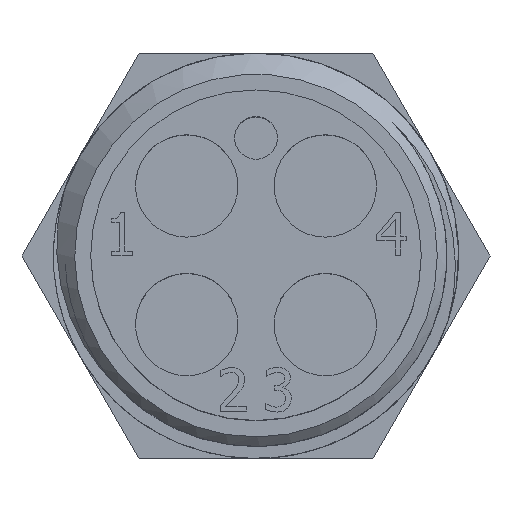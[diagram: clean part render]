
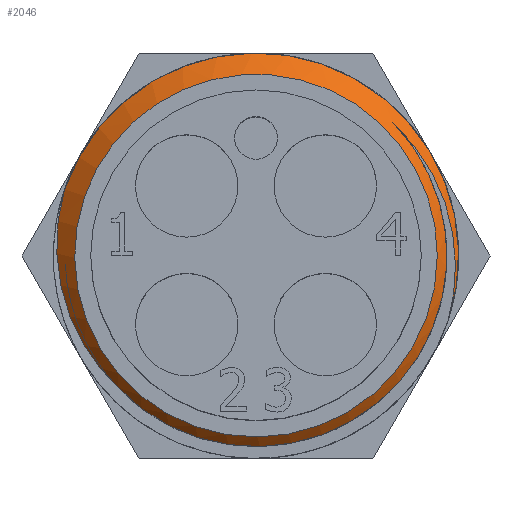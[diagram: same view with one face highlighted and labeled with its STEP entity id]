
A CAD part, top view. The second image highlights one B-rep face of the part: STEP entity #2046.
In plain terms, the highlighted conical face has half-angle 45 degrees and reference radius 9 mm.
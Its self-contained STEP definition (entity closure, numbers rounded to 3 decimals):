
#420=FACE_BOUND($,#719,.T.);
#450=CONICAL_SURFACE($,#2149,9.,45.);
#463=CIRCLE($,#2146,8.95);
#465=CIRCLE($,#2150,9.5);
#466=CIRCLE($,#2151,8.5);
#587=FACE_OUTER_BOUND($,#718,.T.);
#718=EDGE_LOOP($,(#1782,#1783,#1784,#1785));
#719=EDGE_LOOP($,(#1786));
#855=B_SPLINE_CURVE_WITH_KNOTS($,3,(#5955,#5956,#5957,#5958,#5959,#5960,
#5961,#5962,#5963,#5964),.UNSPECIFIED.,.F.,.F.,(4,3,3,4),(0.878,
0.977,1.444,1.897),.UNSPECIFIED.);
#858=B_SPLINE_CURVE_WITH_KNOTS($,3,(#6192,#6193,#6194,#6195,#6196,#6197,
#6198,#6199,#6200,#6201),.UNSPECIFIED.,.F.,.F.,(4,3,3,4),(0.,0.453,
0.919,1.018),.UNSPECIFIED.);
#1012=VERTEX_POINT($,#5887);
#1014=VERTEX_POINT($,#5921);
#1017=VERTEX_POINT($,#6105);
#1018=VERTEX_POINT($,#6191);
#1020=VERTEX_POINT($,#6244);
#1281=EDGE_CURVE($,#1012,#1014,#855,.T.);
#1284=EDGE_CURVE($,#1018,#1017,#858,.T.);
#1288=EDGE_CURVE($,#1014,#1018,#463,.T.);
#1290=EDGE_CURVE($,#1017,#1012,#465,.T.);
#1291=EDGE_CURVE($,#1020,#1020,#466,.T.);
#1782=ORIENTED_EDGE($,*,*,#1284,.T.);
#1783=ORIENTED_EDGE($,*,*,#1290,.T.);
#1784=ORIENTED_EDGE($,*,*,#1281,.T.);
#1785=ORIENTED_EDGE($,*,*,#1288,.T.);
#1786=ORIENTED_EDGE($,*,*,#1291,.T.);
#2046=ADVANCED_FACE($,(#587,#420),#450,.T.);
#2146=AXIS2_PLACEMENT_3D($,#6239,#2475,#2476);
#2149=AXIS2_PLACEMENT_3D($,#6242,#2481,#2482);
#2150=AXIS2_PLACEMENT_3D($,#6243,#2483,#2484);
#2151=AXIS2_PLACEMENT_3D($,#6245,#2485,#2486);
#2475=DIRECTION('center_axis',(0.,0.,1.));
#2476=DIRECTION('ref_axis',(0.,1.,0.));
#2481=DIRECTION('center_axis',(0.,0.,-1.));
#2482=DIRECTION('ref_axis',(-1.,0.,0.));
#2483=DIRECTION('center_axis',(0.,0.,1.));
#2484=DIRECTION('ref_axis',(-1.,0.,0.));
#2485=DIRECTION('center_axis',(0.,0.,-1.));
#2486=DIRECTION('ref_axis',(-1.,0.,0.));
#5887=CARTESIAN_POINT('',(-8.975,3.115,8.5));
#5921=CARTESIAN_POINT('',(-6.469,-6.185,9.05));
#5955=CARTESIAN_POINT('Ctrl Pts',(-8.975,3.115,8.5));
#5956=CARTESIAN_POINT('Ctrl Pts',(-9.066,2.8,8.517));
#5957=CARTESIAN_POINT('Ctrl Pts',(-9.141,2.48,8.535));
#5958=CARTESIAN_POINT('Ctrl Pts',(-9.199,2.158,8.552));
#5959=CARTESIAN_POINT('Ctrl Pts',(-9.472,0.638,8.634));
#5960=CARTESIAN_POINT('Ctrl Pts',(-9.363,-0.954,8.717));
#5961=CARTESIAN_POINT('Ctrl Pts',(-8.875,-2.421,8.801));
#5962=CARTESIAN_POINT('Ctrl Pts',(-8.402,-3.847,8.883));
#5963=CARTESIAN_POINT('Ctrl Pts',(-7.569,-5.156,8.966));
#5964=CARTESIAN_POINT('Ctrl Pts',(-6.469,-6.185,9.05));
#6105=CARTESIAN_POINT('',(9.005,-3.026,8.5));
#6191=CARTESIAN_POINT('',(6.407,6.249,9.05));
#6192=CARTESIAN_POINT('Ctrl Pts',(6.407,6.249,9.05));
#6193=CARTESIAN_POINT('Ctrl Pts',(7.519,5.23,8.966));
#6194=CARTESIAN_POINT('Ctrl Pts',(8.363,3.931,8.883));
#6195=CARTESIAN_POINT('Ctrl Pts',(8.851,2.509,8.801));
#6196=CARTESIAN_POINT('Ctrl Pts',(9.352,1.049,8.717));
#6197=CARTESIAN_POINT('Ctrl Pts',(9.477,-0.543,8.634));
#6198=CARTESIAN_POINT('Ctrl Pts',(9.22,-2.066,8.552));
#6199=CARTESIAN_POINT('Ctrl Pts',(9.166,-2.389,8.535));
#6200=CARTESIAN_POINT('Ctrl Pts',(9.094,-2.709,8.517));
#6201=CARTESIAN_POINT('Ctrl Pts',(9.005,-3.026,8.5));
#6239=CARTESIAN_POINT('Origin',(0.,0.,9.05));
#6242=CARTESIAN_POINT('Origin',(0.,0.,9.));
#6243=CARTESIAN_POINT('Origin',(0.,0.,8.5));
#6244=CARTESIAN_POINT('',(8.5,0.,9.5));
#6245=CARTESIAN_POINT('Origin',(0.,0.,9.5));
